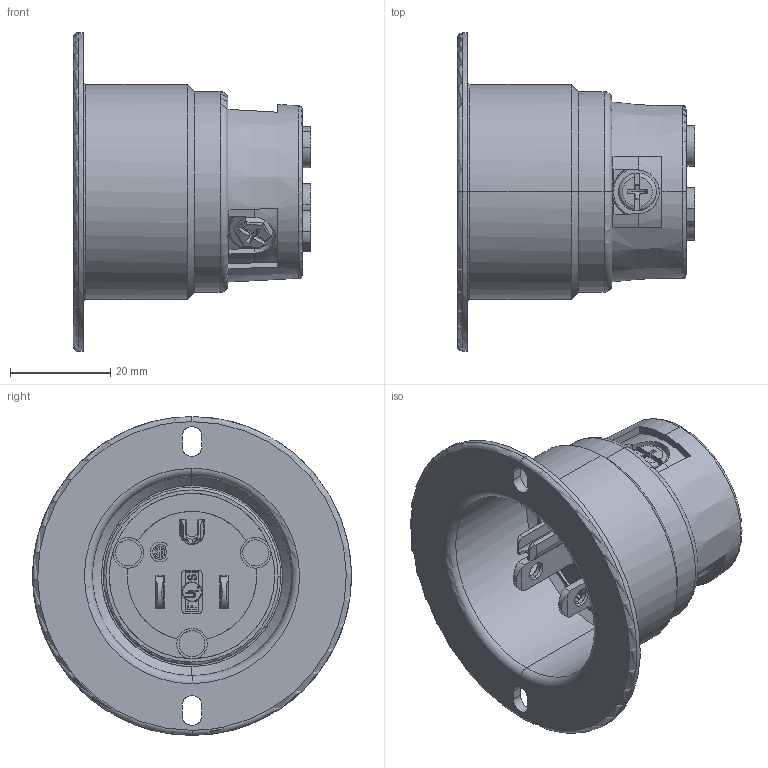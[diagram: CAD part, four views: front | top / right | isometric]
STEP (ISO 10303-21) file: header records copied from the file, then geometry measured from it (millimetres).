
FILE_DESCRIPTION (( 'STEP AP214' ), '1' );
FILE_NAME ('CATSTD-05278-00C-M01.STEP', '2022-06-22T13:21:29', ( '' ), ( '' ), 'SwSTEP 2.0', 'SolidWorks 2020', '' );
FILE_SCHEMA (( 'AUTOMOTIVE_DESIGN' ));
Length unit declared in the file: inch
Products named in the file (1): CATSTD-05278-00C-M01
Bounding box: 47.24 x 63.44 x 63.5 mm (x, y, z)
Surface area: 27622.4 mm2 (no closed solid volume)
Topology: 0 solids, 3 shells, 1287 faces, 3691 edges, 2405 vertices
Faces by surface type: plane 740, cylinder 420, cone 75, torus 46, bspline 6
Entity records: 69268 total; most frequent: CARTESIAN_POINT 26261, ORIENTED_EDGE 7360, B_SPLINE_CURVE_WITH_KNOTS 3685, EDGE_CURVE 3685, DIRECTION 2564, VERTEX_POINT 2405, EDGE_LOOP 1344, DIMENSIONAL_EXPONENTS 1289
